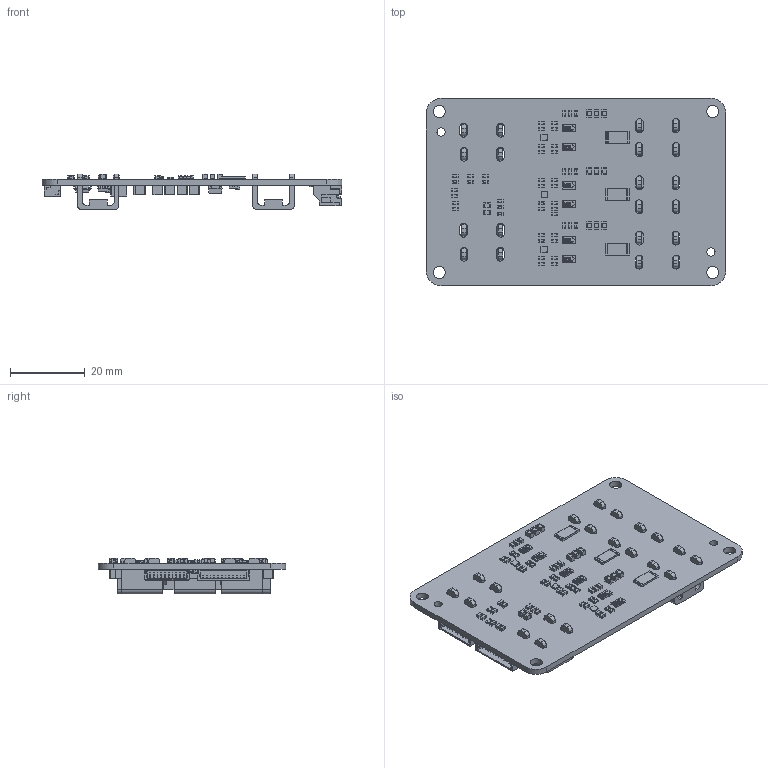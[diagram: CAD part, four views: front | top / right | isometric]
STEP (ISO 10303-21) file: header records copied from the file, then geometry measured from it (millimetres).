
FILE_DESCRIPTION(('KiCad electronic assembly'),'2;1');
FILE_NAME('OpenMD.step','2024-06-03T22:44:04',('Pcbnew'),('Kicad'), 'Open CASCADE STEP processor 7.7','KiCad to STEP converter','Unknown' );
FILE_SCHEMA(('AUTOMOTIVE_DESIGN { 1 0 10303 214 1 1 1 1 }'));
Length unit declared in the file: millimetre
Products named in the file (36): OpenMD 1; C_0805_2012Metric; R_0603_1608Metric; C_0603_1608Metric; R_2512_6332Metric; WLCSP1_6x1_6-12B_ECC; part; D0320; D_SMB; C_1210_3225Metric; D_SOD-123; D_SOD_123; L_Coilcraft_XAL4030-XXX; CQ assembly; D_SOD-323; D_SOD_323; SO-8_3.9x4.9mm_P1.27mm; ScrewMount-Body; Body; SM10B-SRSS-TB_LF__SN_; SM10B-SRSS-TB (LF)(SN); S6B-PH-SM4-TB_LF__SN_; S6B-PH-SM4-TB(LF)(SN); SOT-23-5; SOT_23_5; JST_-_SM12B-SRSS-TB(LF)(SN); Open CASCADE STEP translator 6.7 46; _autosave-OpenMD_PCB
Assembly tree (167 placements, depth 3):
  OpenMD 1
    C_0805_2012Metric  x11
      C_0805_2012Metric
    R_0603_1608Metric  x30
      R_0603_1608Metric
    C_0603_1608Metric  x42
      C_0603_1608Metric
    R_2512_6332Metric  x3
      R_2512_6332Metric
    WLCSP1_6x1_6-12B_ECC  x3
      part
    D0320  x6
      D0320
    D_SMB  x6
      D_SMB
    C_1210_3225Metric  x31
      C_1210_3225Metric
    D_SOD-123
      D_SOD_123
    L_Coilcraft_XAL4030-XXX
      CQ assembly
    D_SOD-323  x3
      D_SOD_323
    SO-8_3.9x4.9mm_P1.27mm  x3
      CQ assembly
    ScrewMount-Body  x5
      Body
    SM10B-SRSS-TB_LF__SN_
      SM10B-SRSS-TB (LF)(SN)
    S6B-PH-SM4-TB_LF__SN_
      S6B-PH-SM4-TB(LF)(SN)
    SOT-23-5
      SOT_23_5
    JST_-_SM12B-SRSS-TB(LF)(SN)
      Open CASCADE STEP translator 6.7 46
    _autosave-OpenMD_PCB
Bounding box: 80 x 50 x 9.6 mm (x, y, z)
Volume: 9531.5 mm3; surface area: 16663.7 mm2
Topology: 582 solids, 582 shells, 9162 faces, 23443 edges, 15396 vertices
Faces by surface type: plane 5459, cylinder 1710, bspline 1223, extrusion 624, sphere 136, cone 10
Full cylindrical faces by diameter (mm): 0.085 x3, 0.25 x48, 0.3 x6, 0.4 x6, 2.2 x2, 3.2 x4, 3.322 x15
Entity records: 82716 total; most frequent: CARTESIAN_POINT 16458, ORIENTED_EDGE 12100, DIRECTION 10256, EDGE_CURVE 6050, VECTOR 4816, LINE 4712, VERTEX_POINT 3958, AXIS2_PLACEMENT_3D 2720
